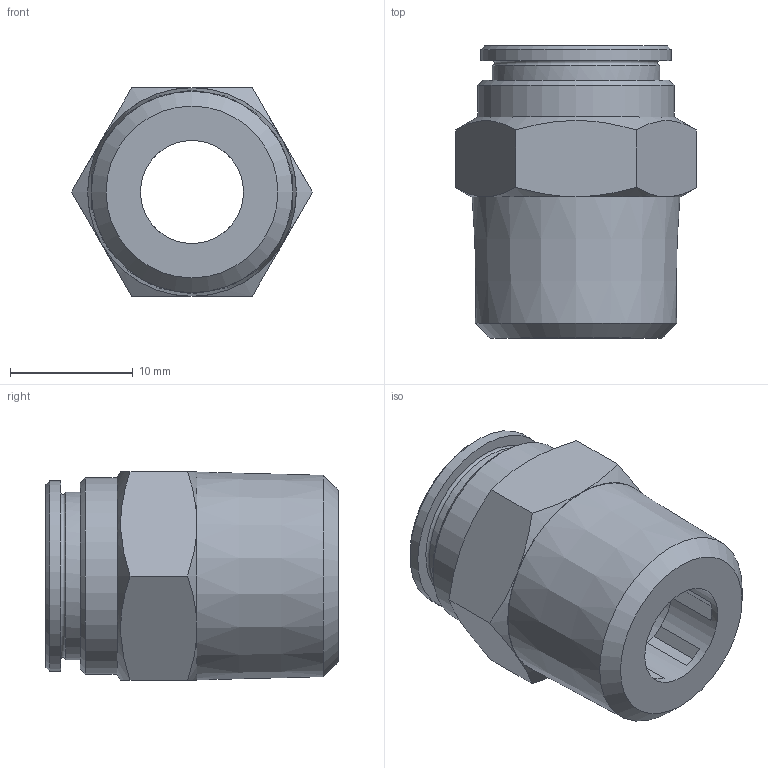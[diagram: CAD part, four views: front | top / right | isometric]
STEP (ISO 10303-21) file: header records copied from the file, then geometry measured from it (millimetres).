
FILE_DESCRIPTION( ( 'STEP AP214' ), '1' );
FILE_NAME( 'psolqas_14112_4.stp', '2020-12-01T17:16:34', ( 'License CC BY-ND 4.0' ), ( 'CADENAS' ), ' ', 'PARTsolutions', ' ' );
FILE_SCHEMA( ( 'AUTOMOTIVE_DESIGN { 1 0 10303 214 1 1 1 1 }' ) );
Length unit declared in the file: metre
Products named in the file (1): Rivoluzione1
Bounding box: 19.63 x 23.8 x 17 mm (x, y, z)
Volume: 3328 mm3; surface area: 2362.9 mm2
Topology: 1 solids, 1 shells, 47 faces, 116 edges, 74 vertices
Faces by surface type: plane 29, cone 12, cylinder 5, torus 1
Full cylindrical faces by diameter (mm): 8.4 x1, 10.15 x1, 13.65 x1, 15.5 x1, 16 x1
Entity records: 1796 total; most frequent: CARTESIAN_POINT 388, ORIENTED_EDGE 202, DIRECTION 198, EDGE_CURVE 101, AXIS2_PLACEMENT_3D 81, VERTEX_POINT 71, EDGE_LOOP 64, FACE_OUTER_BOUND 53
